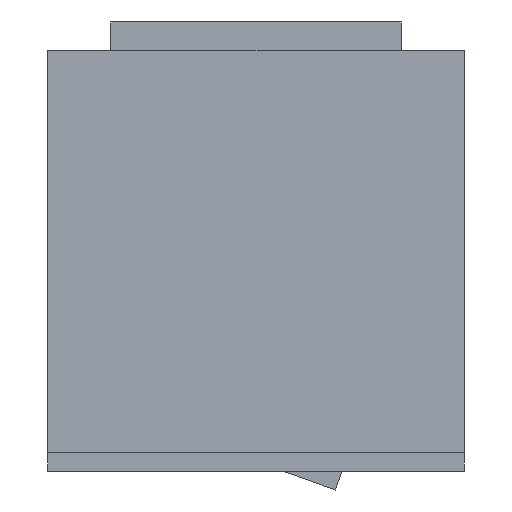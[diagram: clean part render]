
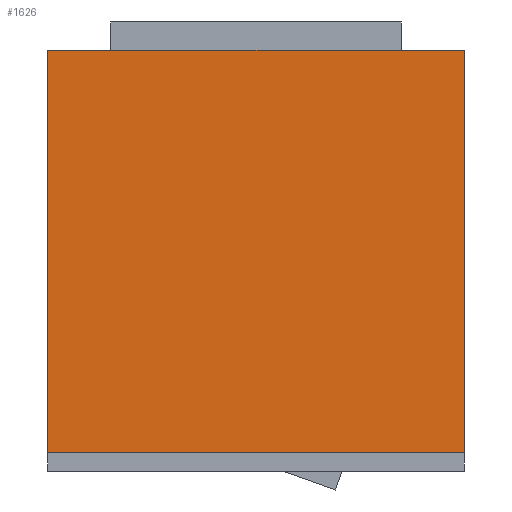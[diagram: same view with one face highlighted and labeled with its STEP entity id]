
A CAD part, left-side view. The second image highlights one B-rep face of the part: STEP entity #1626.
In plain terms, the highlighted planar face has unit normal (-1, 0, 0).
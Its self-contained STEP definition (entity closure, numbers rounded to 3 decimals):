
#157 = DIRECTION ( 'NONE',  ( 1., 0., 0. ) ) ;
#314 = VERTEX_POINT ( 'NONE', #9843 ) ;
#450 = DIRECTION ( 'NONE',  ( 0., 0., -1. ) ) ;
#557 = LINE ( 'NONE', #1818, #4869 ) ;
#788 = VECTOR ( 'NONE', #450, 1000. ) ;
#1394 = VERTEX_POINT ( 'NONE', #3320 ) ;
#1626 = ADVANCED_FACE ( 'NONE', ( #8498 ), #4479, .F. ) ;
#1717 = DIRECTION ( 'NONE',  ( 0., -1., 0. ) ) ;
#1818 = CARTESIAN_POINT ( 'NONE',  ( -221., -22.225, 45. ) ) ;
#2169 = DIRECTION ( 'NONE',  ( 0., -1., 0. ) ) ;
#2225 = ORIENTED_EDGE ( 'NONE', *, *, #6518, .T. ) ;
#2749 = DIRECTION ( 'NONE',  ( 0., 0., -1. ) ) ;
#3320 = CARTESIAN_POINT ( 'NONE',  ( -221., 22.225, 2. ) ) ;
#4452 = LINE ( 'NONE', #6372, #8604 ) ;
#4479 = PLANE ( 'NONE',  #7899 ) ;
#4633 = EDGE_CURVE ( 'NONE', #5040, #1394, #9808, .T. ) ;
#4664 = LINE ( 'NONE', #10159, #6609 ) ;
#4869 = VECTOR ( 'NONE', #2749, 1000. ) ;
#4884 = CARTESIAN_POINT ( 'NONE',  ( -221., 22.225, 45. ) ) ;
#4890 = CARTESIAN_POINT ( 'NONE',  ( -221., -22.225, 45. ) ) ;
#5040 = VERTEX_POINT ( 'NONE', #4884 ) ;
#5410 = ORIENTED_EDGE ( 'NONE', *, *, #7590, .F. ) ;
#6129 = DIRECTION ( 'NONE',  ( 0., 0., -1. ) ) ;
#6372 = CARTESIAN_POINT ( 'NONE',  ( -221., 22.225, 45. ) ) ;
#6406 = CARTESIAN_POINT ( 'NONE',  ( -221., 22.225, 45. ) ) ;
#6518 = EDGE_CURVE ( 'NONE', #1394, #314, #4664, .T. ) ;
#6609 = VECTOR ( 'NONE', #1717, 1000. ) ;
#7305 = EDGE_LOOP ( 'NONE', ( #2225, #5410, #9173, #9658 ) ) ;
#7590 = EDGE_CURVE ( 'NONE', #8170, #314, #557, .T. ) ;
#7899 = AXIS2_PLACEMENT_3D ( 'NONE', #10333, #157, #6129 ) ;
#8170 = VERTEX_POINT ( 'NONE', #4890 ) ;
#8498 = FACE_OUTER_BOUND ( 'NONE', #7305, .T. ) ;
#8604 = VECTOR ( 'NONE', #2169, 1000. ) ;
#9157 = EDGE_CURVE ( 'NONE', #5040, #8170, #4452, .T. ) ;
#9173 = ORIENTED_EDGE ( 'NONE', *, *, #9157, .F. ) ;
#9658 = ORIENTED_EDGE ( 'NONE', *, *, #4633, .T. ) ;
#9808 = LINE ( 'NONE', #6406, #788 ) ;
#9843 = CARTESIAN_POINT ( 'NONE',  ( -221., -22.225, 2. ) ) ;
#10159 = CARTESIAN_POINT ( 'NONE',  ( -221., 22.225, 2. ) ) ;
#10333 = CARTESIAN_POINT ( 'NONE',  ( -221., 22.225, 45. ) ) ;
